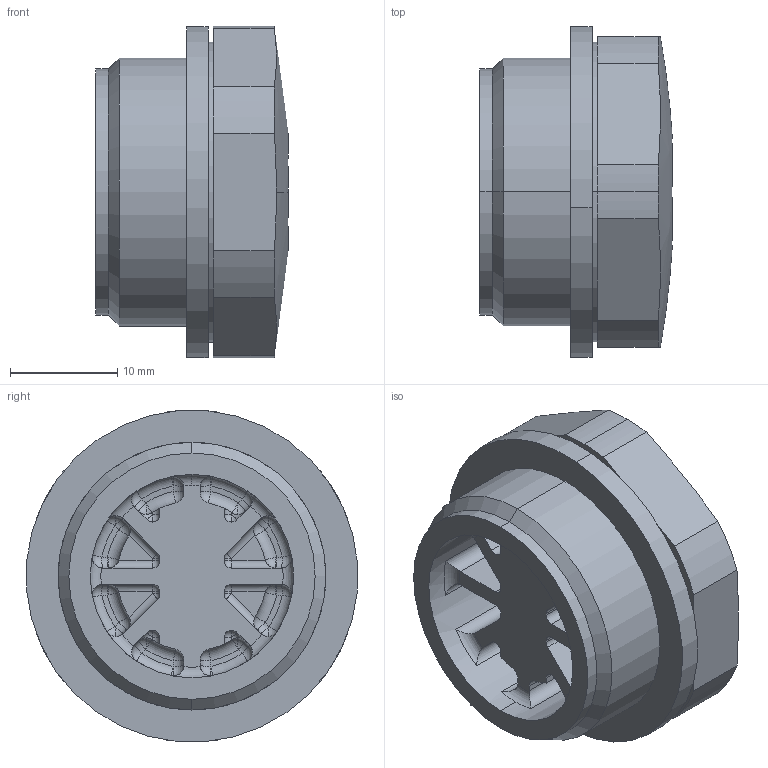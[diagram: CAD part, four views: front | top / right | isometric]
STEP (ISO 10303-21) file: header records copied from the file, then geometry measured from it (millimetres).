
FILE_DESCRIPTION (( 'STEP AP214' ), '1' );
FILE_NAME ('8290_3-M25-ap214.STEP', '2022-03-08T06:44:22', ( '' ), ( '' ), 'SwSTEP 2.0', 'SolidWorks 2020', '' );
FILE_SCHEMA (( 'AUTOMOTIVE_DESIGN' ));
Length unit declared in the file: millimetre
Products named in the file (3): 82_909_02_59_0_ohne Beschriftung; 515_610_0; 8290_3-M25-ap214
Assembly tree (2 placements, depth 2):
  8290_3-M25-ap214
    82_909_02_59_0_ohne Beschriftung
    515_610_0
Bounding box: 18 x 30.91 x 30.98 mm (x, y, z)
Volume: 7569.1 mm3; surface area: 5510 mm2
Topology: 2 solids, 2 shells, 282 faces, 713 edges, 405 vertices
Faces by surface type: cylinder 99, sphere 82, plane 54, torus 43, cone 4
Entity records: 8503 total; most frequent: CARTESIAN_POINT 1643, DIRECTION 1613, ORIENTED_EDGE 1338, AXIS2_PLACEMENT_3D 695, EDGE_CURVE 669, CIRCLE 408, VERTEX_POINT 393, EDGE_LOOP 286
